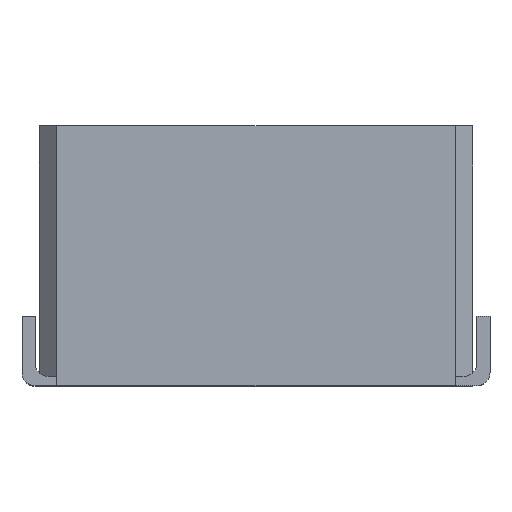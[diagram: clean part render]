
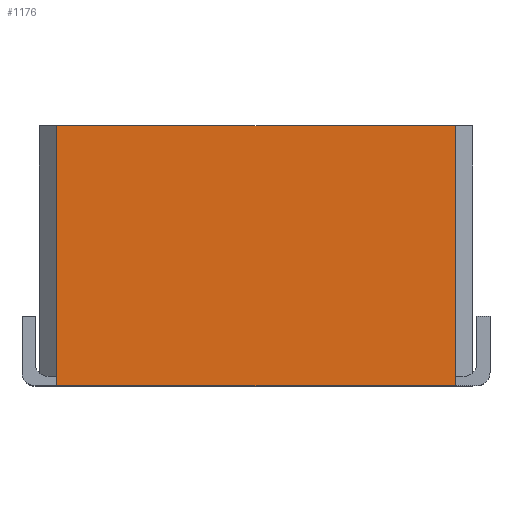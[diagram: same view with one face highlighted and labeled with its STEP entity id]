
A CAD part, top view. The second image highlights one B-rep face of the part: STEP entity #1176.
In plain terms, the highlighted planar face has unit normal (0, 0, 1).
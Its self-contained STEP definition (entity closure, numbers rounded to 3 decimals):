
#105=PLANE('',#1280);
#164=FACE_OUTER_BOUND('',#226,.T.);
#226=EDGE_LOOP('',(#1092,#1093,#1094,#1095));
#268=LINE('',#1689,#405);
#324=LINE('',#1816,#461);
#350=LINE('',#1877,#487);
#365=LINE('',#1906,#502);
#405=VECTOR('',#1377,4.6);
#461=VECTOR('',#1491,3.);
#487=VECTOR('',#1549,3.);
#502=VECTOR('',#1580,4.6);
#562=VERTEX_POINT('',#1686);
#563=VERTEX_POINT('',#1688);
#605=VERTEX_POINT('',#1814);
#624=VERTEX_POINT('',#1876);
#680=EDGE_CURVE('',#562,#563,#268,.T.);
#744=EDGE_CURVE('',#562,#605,#324,.T.);
#774=EDGE_CURVE('',#563,#624,#350,.T.);
#789=EDGE_CURVE('',#605,#624,#365,.T.);
#1092=ORIENTED_EDGE('',*,*,#789,.T.);
#1093=ORIENTED_EDGE('',*,*,#774,.F.);
#1094=ORIENTED_EDGE('',*,*,#680,.F.);
#1095=ORIENTED_EDGE('',*,*,#744,.T.);
#1176=ADVANCED_FACE('',(#164),#105,.T.);
#1280=AXIS2_PLACEMENT_3D('',#1905,#1578,#1579);
#1377=DIRECTION('',(-1.,0.,0.));
#1491=DIRECTION('',(0.,1.,0.));
#1549=DIRECTION('',(0.,1.,0.));
#1578=DIRECTION('center_axis',(0.,0.,1.));
#1579=DIRECTION('ref_axis',(0.,-1.,0.));
#1580=DIRECTION('',(-1.,0.,0.));
#1686=CARTESIAN_POINT('',(2.324,-1.495,2.479));
#1688=CARTESIAN_POINT('',(-2.276,-1.495,2.479));
#1689=CARTESIAN_POINT('',(2.324,-1.495,2.479));
#1814=CARTESIAN_POINT('',(2.324,1.505,2.479));
#1816=CARTESIAN_POINT('',(2.324,-1.495,2.479));
#1876=CARTESIAN_POINT('',(-2.276,1.505,2.479));
#1877=CARTESIAN_POINT('',(-2.276,-1.495,2.479));
#1905=CARTESIAN_POINT('Origin',(2.324,-1.495,2.479));
#1906=CARTESIAN_POINT('',(2.324,1.505,2.479));
